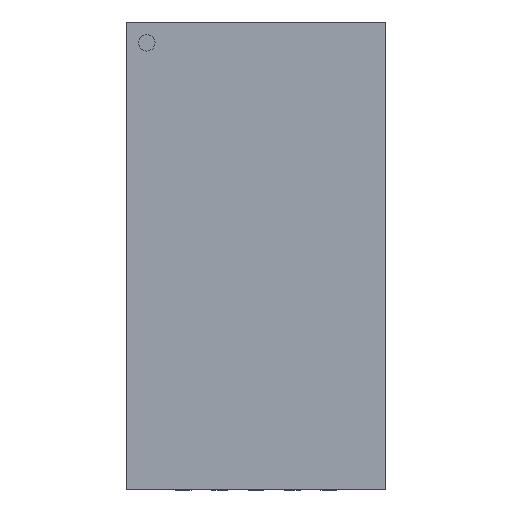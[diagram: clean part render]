
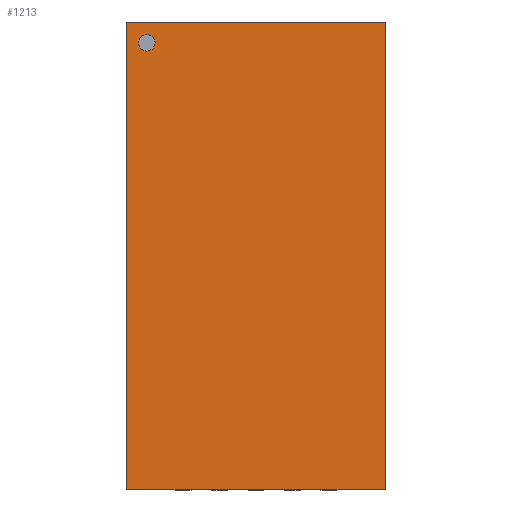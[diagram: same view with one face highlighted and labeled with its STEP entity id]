
A CAD part, top view. The second image highlights one B-rep face of the part: STEP entity #1213.
In plain terms, the highlighted planar face has unit normal (0, 0, 1).
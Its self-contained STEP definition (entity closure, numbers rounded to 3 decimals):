
#1213=ADVANCED_FACE('',(#2372,#2373),#2374,.T.);
#2372=FACE_BOUND('',#3548,.T.);
#2373=FACE_OUTER_BOUND('',#3549,.T.);
#2374=PLANE('',#3550);
#3548=EDGE_LOOP('',(#6789,#6790));
#3549=EDGE_LOOP('',(#6791,#6792,#6793,#6794));
#3550=AXIS2_PLACEMENT_3D('',#6795,#6796,#6797);
#6789=ORIENTED_EDGE('',*,*,#7468,.T.);
#6790=ORIENTED_EDGE('',*,*,#7466,.T.);
#6791=ORIENTED_EDGE('',*,*,#8075,.F.);
#6792=ORIENTED_EDGE('',*,*,#8077,.F.);
#6793=ORIENTED_EDGE('',*,*,#8042,.F.);
#6794=ORIENTED_EDGE('',*,*,#7505,.F.);
#6795=CARTESIAN_POINT('',(0.,0.,0.85));
#6796=DIRECTION('',(0.0,0.0,1.0));
#6797=DIRECTION('',(1.0,0.0,0.0));
#7466=EDGE_CURVE('',#9039,#9043,#9045,.T.);
#7468=EDGE_CURVE('',#9043,#9039,#9047,.T.);
#7505=EDGE_CURVE('',#9104,#9106,#9107,.T.);
#8042=EDGE_CURVE('',#9106,#9912,#9913,.T.);
#8075=EDGE_CURVE('',#9954,#9104,#9956,.T.);
#8077=EDGE_CURVE('',#9912,#9954,#9958,.T.);
#9039=VERTEX_POINT('',#11269);
#9043=VERTEX_POINT('',#11274);
#9045=CIRCLE('',#11277,0.159);
#9047=CIRCLE('',#11279,0.159);
#9104=VERTEX_POINT('',#11358);
#9106=VERTEX_POINT('',#11361);
#9107=LINE('',#11362,#11363);
#9912=VERTEX_POINT('',#12482);
#9913=LINE('',#12483,#12484);
#9954=VERTEX_POINT('',#12544);
#9956=LINE('',#12547,#12548);
#9958=LINE('',#12550,#12551);
#11269=CARTESIAN_POINT('',(-1.941,4.1,0.85));
#11274=CARTESIAN_POINT('',(-2.259,4.1,0.85));
#11277=AXIS2_PLACEMENT_3D('',#13184,#13185,#13186);
#11279=AXIS2_PLACEMENT_3D('',#13187,#13188,#13189);
#11358=CARTESIAN_POINT('',(2.5,-4.5,0.85));
#11361=CARTESIAN_POINT('',(-2.5,-4.5,0.85));
#11362=CARTESIAN_POINT('',(-2.5,-4.5,0.85));
#11363=VECTOR('',#13228,1.0);
#12482=CARTESIAN_POINT('',(-2.5,4.5,0.85));
#12483=CARTESIAN_POINT('',(-2.5,4.5,0.85));
#12484=VECTOR('',#13807,1.0);
#12544=CARTESIAN_POINT('',(2.5,4.5,0.85));
#12547=CARTESIAN_POINT('',(2.5,-4.5,0.85));
#12548=VECTOR('',#13828,1.0);
#12550=CARTESIAN_POINT('',(2.5,4.5,0.85));
#12551=VECTOR('',#13829,1.0);
#13184=CARTESIAN_POINT('',(-2.1,4.1,0.85));
#13185=DIRECTION('',(0.0,0.0,-1.0));
#13186=DIRECTION('',(1.0,0.0,0.0));
#13187=CARTESIAN_POINT('',(-2.1,4.1,0.85));
#13188=DIRECTION('',(0.0,0.0,-1.0));
#13189=DIRECTION('',(1.0,0.0,0.0));
#13228=DIRECTION('',(-1.0,-0.0,-0.0));
#13807=DIRECTION('',(0.0,1.0,0.0));
#13828=DIRECTION('',(-0.0,-1.0,-0.0));
#13829=DIRECTION('',(1.0,0.0,0.0));
